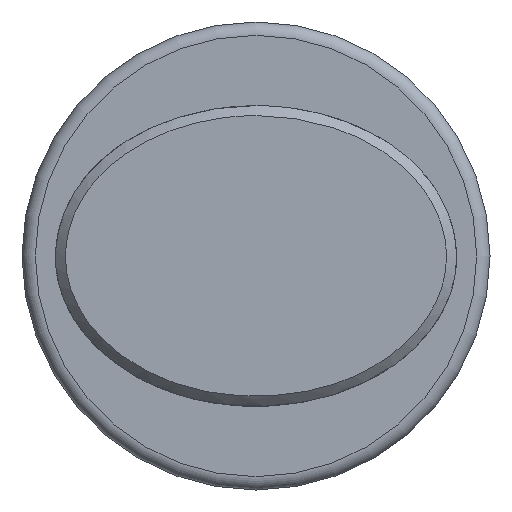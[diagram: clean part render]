
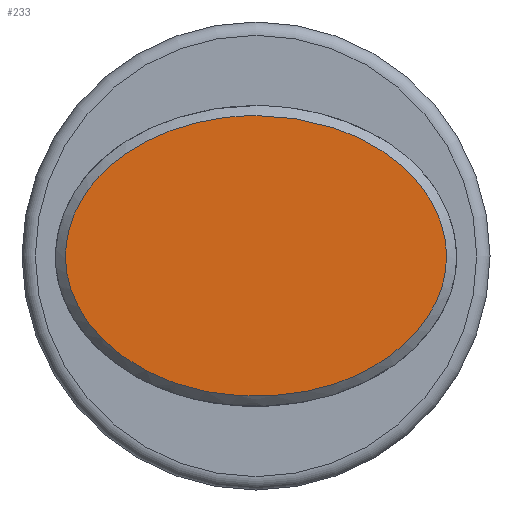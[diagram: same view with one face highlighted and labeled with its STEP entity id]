
A CAD part, left-side view. The second image highlights one B-rep face of the part: STEP entity #233.
In plain terms, the highlighted planar face has unit normal (-1, 0, 0).
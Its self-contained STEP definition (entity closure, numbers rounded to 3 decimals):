
#125=CARTESIAN_POINT('',(-2.0,0.,4.2));
#126=VERTEX_POINT('',#125);
#153=CARTESIAN_POINT('',(-2.,0.,4.2));
#154=CARTESIAN_POINT('',(-2.,-0.862,4.2));
#155=CARTESIAN_POINT('',(-2.,-2.586,3.907));
#156=CARTESIAN_POINT('',(-2.,-5.342,2.254));
#157=CARTESIAN_POINT('',(-2.,-6.129,-0.37));
#158=CARTESIAN_POINT('',(-2.,-4.64,-2.664));
#159=CARTESIAN_POINT('',(-2.,-1.911,-4.332));
#160=CARTESIAN_POINT('',(-2.,1.911,-4.336));
#161=CARTESIAN_POINT('',(-2.,4.64,-2.663));
#162=CARTESIAN_POINT('',(-2.,6.126,-0.369));
#163=CARTESIAN_POINT('',(-2.,5.343,2.254));
#164=CARTESIAN_POINT('',(-2.,2.586,3.907));
#165=CARTESIAN_POINT('',(-2.,0.862,4.2));
#166=CARTESIAN_POINT('',(-2.,0.,4.2));
#167=B_SPLINE_CURVE_WITH_KNOTS('',3,(#153,#154,#155,#156,#157,#158,#159,#160,#161,#162,#163,#164,#165,#166),.UNSPECIFIED.,.T.,.U.,(4,1,1,1,1,1,1,1,1,1,1,4),(1.571,2.02,2.468,3.366,3.815,4.264,5.161,5.61,6.059,6.956,7.405,7.854),.UNSPECIFIED.);
#168=EDGE_CURVE('',#126,#126,#167,.T.);
#225=CARTESIAN_POINT('',(-2.0,0.,0.));
#226=DIRECTION('',(-1.0,0.0,0.0));
#227=DIRECTION('',(0.0,0.0,1.0));
#228=AXIS2_PLACEMENT_3D('',#225,#226,#227);
#229=PLANE('',#228);
#230=ORIENTED_EDGE('',*,*,#168,.F.);
#231=EDGE_LOOP('',(#230));
#232=FACE_OUTER_BOUND('',#231,.T.);
#233=ADVANCED_FACE('',(#232),#229,.T.);
